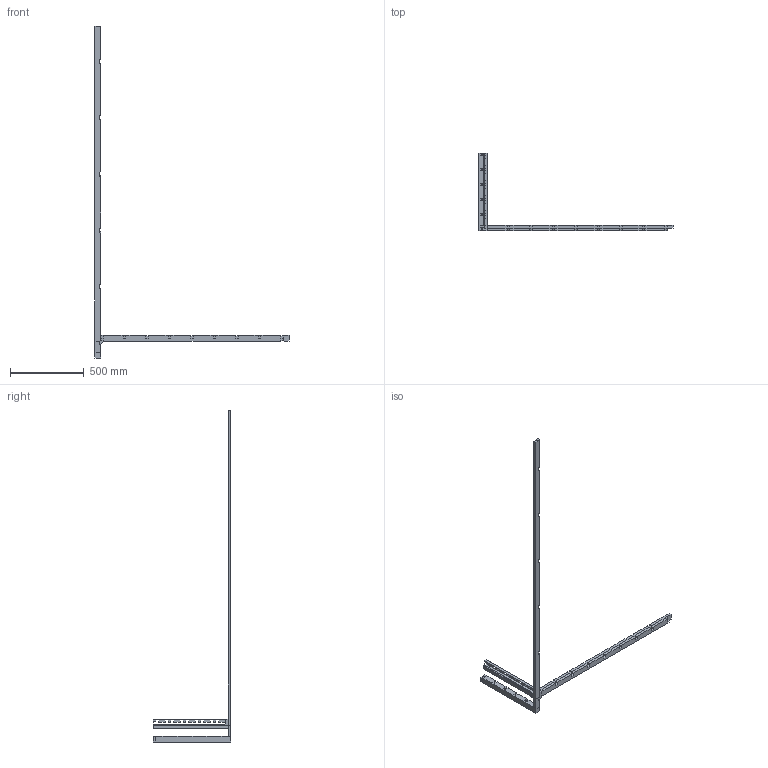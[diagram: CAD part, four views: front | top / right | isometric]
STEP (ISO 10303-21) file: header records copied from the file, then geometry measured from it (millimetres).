
FILE_DESCRIPTION(('FreeCAD Model'),'2;1');
FILE_NAME('prototypes_v_1_3.step','2020-06-25T00:30:38',('Author'),(''), 'Open CASCADE STEP processor 7.3','FreeCAD','Unknown');
FILE_SCHEMA(('AUTOMOTIVE_DESIGN { 1 0 10303 214 1 1 1 1 }'));
Length unit declared in the file: millimetre
Products named in the file (6): bd_footer_001; bd_standard_1; bd_support_1; bd_joist_001; bd_skirt_001; bd_spacer_001
Bounding box: 1314.45 x 527.05 x 2247.9 mm (x, y, z)
Volume: 4553056.1 mm3; surface area: 725330.7 mm2
Topology: 6 solids, 6 shells, 265 faces, 725 edges, 480 vertices
Faces by surface type: plane 225, cylinder 40
Full cylindrical faces by diameter (mm): 4.75 x8
Entity records: 17964 total; most frequent: CARTESIAN_POINT 3197, DIRECTION 2747, LINE 2003, VECTOR 2003, ORIENTED_EDGE 1450, PCURVE 1450, DEFINITIONAL_REPRESENTATION 1450, EDGE_CURVE 725
